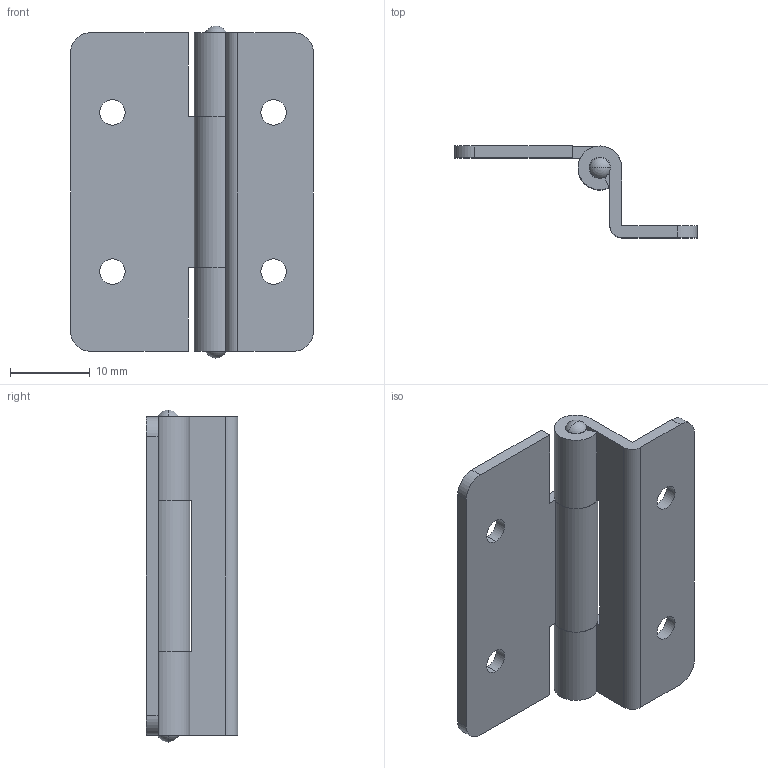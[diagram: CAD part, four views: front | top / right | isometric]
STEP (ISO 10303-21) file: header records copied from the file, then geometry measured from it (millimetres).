
FILE_DESCRIPTION( (''), '2;1');
FILE_NAME ('PC013.5124.TH_185SUS_16432.stp','2024-02-06T15:29:50',(''),(''),'spGate 19.8.4 (****-****-****-****)','','');
FILE_SCHEMA (('AUTOMOTIVE_DESIGN'));
Length unit declared in the file: millimetre
Products named in the file (4): Assembly; シャフト; ヒンジA; ヒンジB
Assembly tree (3 placements, depth 2):
  Assembly
    シャフト
    ヒンジA
    ヒンジB
Bounding box: 30.5 x 11.5 x 41.7 mm (x, y, z)
Volume: 2743.2 mm3; surface area: 4224.4 mm2
Topology: 3 solids, 3 shells, 49 faces, 129 edges, 84 vertices
Faces by surface type: plane 24, cylinder 21, sphere 4
Entity records: 2618 total; most frequent: CARTESIAN_POINT 284, DIRECTION 271, ORIENTED_EDGE 250, COLOUR_RGB 177, PRESENTATION_STYLE_ASSIGNMENT 177, STYLED_ITEM 177, EDGE_CURVE 125, DRAUGHTING_PRE_DEFINED_CURVE_FONT 125
